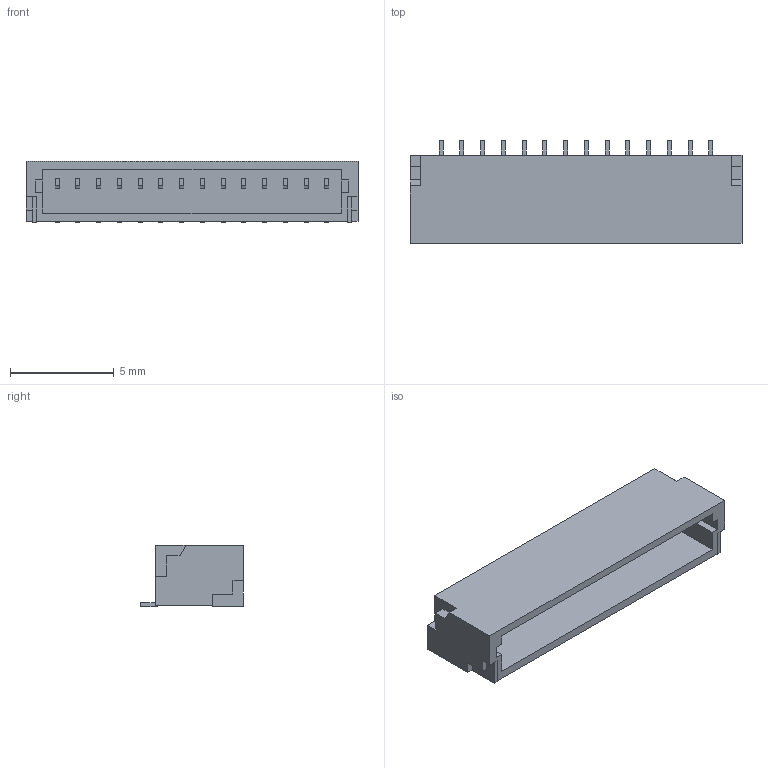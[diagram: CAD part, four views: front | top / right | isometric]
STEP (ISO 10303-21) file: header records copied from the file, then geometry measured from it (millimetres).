
FILE_DESCRIPTION(/* description */ ('model of JST_SH_SM14B-SRSS-TB_1x14-1MP_P1.00mm_Horizontal'),/* implementation_level */ '2;1');
FILE_NAME(/* name */ 'JST_SH_SM14B-SRSS-TB_1x14-1MP_P1.00mm_Horizontal.step',/* time_stamp */ '1970-01-01T00:00:00',/* author */ ('KiCAD','kicad'),/* organization */ ('OCCT'),/* preprocessor_version */ '',/* originating_system */ 'KiCAD',/* authorisation */ '');
FILE_SCHEMA(('AUTOMOTIVE_DESIGN { 1 0 10303 214 1 1 1 1 }'));
Length unit declared in the file: millimetre
Products named in the file (1): JST_SH_SM14B-SRSS-TB_1x14-1MP_P1.00mm_Horizontal
Bounding box: 16 x 4.95 x 2.96 mm (x, y, z)
Volume: 106 mm3; surface area: 394.1 mm2
Topology: 1 solids, 1 shells, 201 faces, 548 edges, 364 vertices
Faces by surface type: plane 201
Entity records: 4036 total; most frequent: ORIENTED_EDGE 867, EDGE_CURVE 548, LINE 522, CARTESIAN_POINT 439, VERTEX_POINT 364, FACE_BOUND 216, EDGE_LOOP 216, ADVANCED_FACE 201
